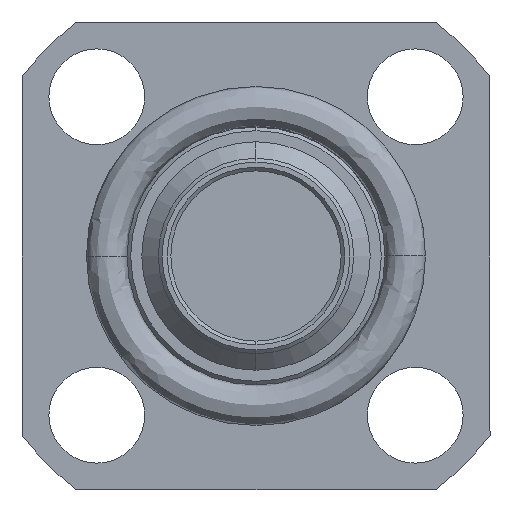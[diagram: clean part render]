
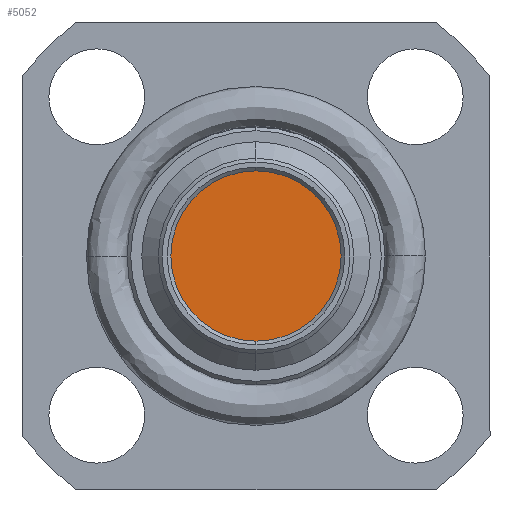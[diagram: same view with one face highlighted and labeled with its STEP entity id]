
A CAD part, left-side view. The second image highlights one B-rep face of the part: STEP entity #5052.
In plain terms, the highlighted planar face has unit normal (-1, 0, 0).
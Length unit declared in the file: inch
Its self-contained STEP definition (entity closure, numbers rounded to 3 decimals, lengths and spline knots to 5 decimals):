
#32 = CARTESIAN_POINT ( 'NONE',  ( 0.07677, 0., -0.09094 ) ) ;
#118 = DIRECTION ( 'NONE',  ( 0., 0., 1. ) ) ;
#196 = DIRECTION ( 'NONE',  ( -1., 0., 0. ) ) ;
#240 = CARTESIAN_POINT ( 'NONE',  ( 0.07677, 0., 0.09094 ) ) ;
#386 = AXIS2_PLACEMENT_3D ( 'NONE', #4586, #4615, #3421 ) ;
#697 = VERTEX_POINT ( 'NONE', #240 ) ;
#929 = CARTESIAN_POINT ( 'NONE',  ( 0.07677, 0., 0. ) ) ;
#980 = CIRCLE ( 'NONE', #386, 0.09094 ) ;
#1786 = DIRECTION ( 'NONE',  ( 0., 0., 1. ) ) ;
#2121 = DIRECTION ( 'NONE',  ( -1., 0., 0. ) ) ;
#2552 = VERTEX_POINT ( 'NONE', #32 ) ;
#2665 = AXIS2_PLACEMENT_3D ( 'NONE', #3717, #2121, #118 ) ;
#3421 = DIRECTION ( 'NONE',  ( 0., 0., 1. ) ) ;
#3449 = EDGE_LOOP ( 'NONE', ( #3793, #5109 ) ) ;
#3717 = CARTESIAN_POINT ( 'NONE',  ( 0.07677, 0., 0. ) ) ;
#3763 = CIRCLE ( 'NONE', #2665, 0.09094 ) ;
#3793 = ORIENTED_EDGE ( 'NONE', *, *, #4466, .T. ) ;
#3814 = PLANE ( 'NONE',  #4814 ) ;
#4466 = EDGE_CURVE ( 'NONE', #697, #2552, #3763, .T. ) ;
#4586 = CARTESIAN_POINT ( 'NONE',  ( 0.07677, 0., 0. ) ) ;
#4615 = DIRECTION ( 'NONE',  ( -1., 0., 0. ) ) ;
#4631 = EDGE_CURVE ( 'NONE', #2552, #697, #980, .T. ) ;
#4814 = AXIS2_PLACEMENT_3D ( 'NONE', #929, #196, #1786 ) ;
#5005 = FACE_OUTER_BOUND ( 'NONE', #3449, .T. ) ;
#5052 = ADVANCED_FACE ( 'NONE', ( #5005 ), #3814, .T. ) ;
#5109 = ORIENTED_EDGE ( 'NONE', *, *, #4631, .T. ) ;
